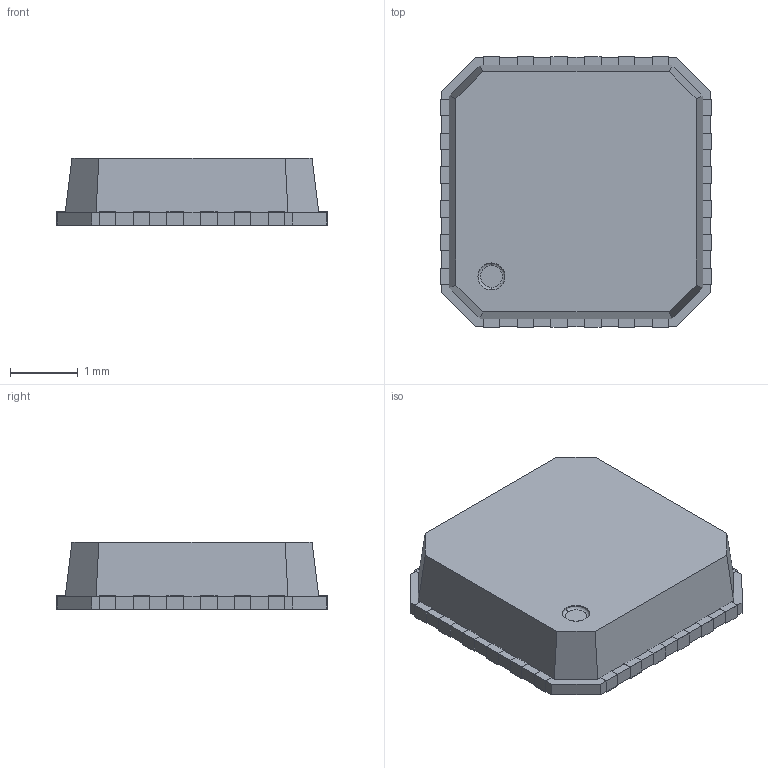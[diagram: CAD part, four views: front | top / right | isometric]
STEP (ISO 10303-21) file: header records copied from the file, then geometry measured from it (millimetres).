
FILE_DESCRIPTION (( 'STEP AP214' ), '1' );
FILE_NAME ('User Library-MLF24.STEP', '2013-10-11T04:37:40', ( 'Windows User' ), ( '' ), 'SwSTEP 2.0', 'SolidWorks 2013', '' );
FILE_SCHEMA (( 'AUTOMOTIVE_DESIGN' ));
Length unit declared in the file: millimetre
Products named in the file (29): User Library-MLF24; User Library-MLF24_MLF24_18; User Library-MLF24_MLF24_17; User Library-MLF24_MLF24_16; User Library-MLF24_MLF24_15; User Library-MLF24_MLF24_14; User Library-MLF24_MLF24_13; User Library-MLF24_MLF24_12; User Library-MLF24_MLF24_11; User Library-MLF24_MLF24_10; User Library-MLF24_MLF24_9; User Library-MLF24_Free-Models; User Library-MLF24_MLF24_8; User Library-MLF24_MLF24_27; User Library-MLF24_MLF24_7; User Library-MLF24_MLF24_26; User Library-MLF24_MLF24_6; User Library-MLF24_MLF24_25; User Library-MLF24_MLF24_5; User Library-MLF24_MLF24_24; User Library-MLF24_MLF24_4; User Library-MLF24_MLF24_23; User Library-MLF24_MLF24_3; User Library-MLF24_MLF24_22; User Library-MLF24_MLF24_2; User Library-MLF24_MLF24_21; User Library-MLF24_MLF24; User Library-MLF24_MLF24_20; User Library-MLF24_MLF24_19
Assembly tree (28 placements, depth 3):
  User Library-MLF24
    User Library-MLF24_Free-Models
      User Library-MLF24_MLF24
      User Library-MLF24_MLF24_2
      User Library-MLF24_MLF24_3
      User Library-MLF24_MLF24_4
      User Library-MLF24_MLF24_5
      User Library-MLF24_MLF24_6
      User Library-MLF24_MLF24_7
      User Library-MLF24_MLF24_8
      User Library-MLF24_MLF24_9
      User Library-MLF24_MLF24_10
      User Library-MLF24_MLF24_11
      User Library-MLF24_MLF24_12
      User Library-MLF24_MLF24_13
      User Library-MLF24_MLF24_14
      User Library-MLF24_MLF24_15
      User Library-MLF24_MLF24_16
      User Library-MLF24_MLF24_17
      User Library-MLF24_MLF24_18
      User Library-MLF24_MLF24_19
      User Library-MLF24_MLF24_20
      User Library-MLF24_MLF24_21
      User Library-MLF24_MLF24_22
      User Library-MLF24_MLF24_23
      User Library-MLF24_MLF24_24
      User Library-MLF24_MLF24_25
      User Library-MLF24_MLF24_26
      User Library-MLF24_MLF24_27
Bounding box: 4 x 4 x 1 mm (x, y, z)
Surface area: 98.9 mm2
Topology: 27 solids, 27 shells, 371 faces, 948 edges, 632 vertices
Faces by surface type: plane 367, bspline 2, cylinder 2
Entity records: 16343 total; most frequent: CARTESIAN_POINT 2031, ORIENTED_EDGE 1896, DIRECTION 1756, EDGE_CURVE 948, VECTOR 938, LINE 938, VERTEX_POINT 632, UNCERTAINTY_MEASURE_WITH_UNIT 454
